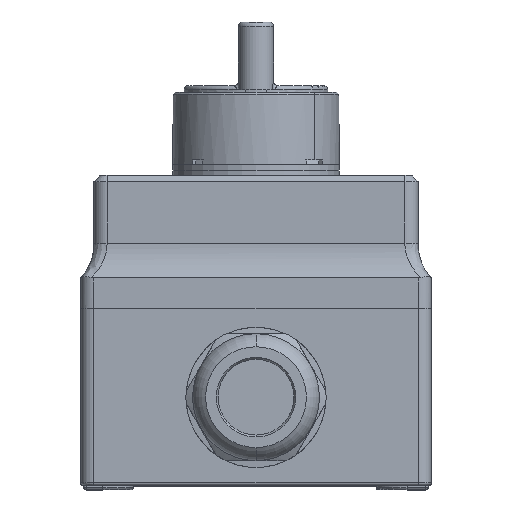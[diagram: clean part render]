
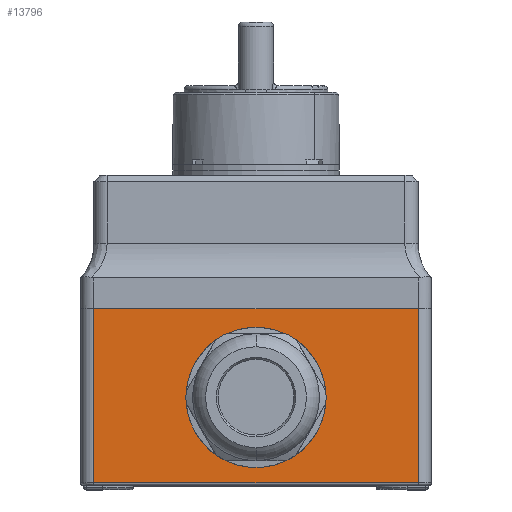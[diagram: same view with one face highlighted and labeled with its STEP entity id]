
A CAD part, top view. The second image highlights one B-rep face of the part: STEP entity #13796.
In plain terms, the highlighted planar face has unit normal (0, 0, 1).
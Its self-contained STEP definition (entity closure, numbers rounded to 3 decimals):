
#1998 = VECTOR ( 'NONE', #67177, 1000. ) ;
#3586 = EDGE_CURVE ( 'NONE', #22512, #59768, #43599, .T. ) ;
#3652 = EDGE_CURVE ( 'NONE', #59768, #48689, #17907, .T. ) ;
#4106 = EDGE_CURVE ( 'NONE', #40251, #38336, #25109, .T. ) ;
#4436 = AXIS2_PLACEMENT_3D ( 'NONE', #19931, #74547, #27761 ) ;
#4643 = DIRECTION ( 'NONE',  ( 0., 0., -1. ) ) ;
#5152 = ORIENTED_EDGE ( 'NONE', *, *, #30000, .T. ) ;
#5375 = ORIENTED_EDGE ( 'NONE', *, *, #30119, .F. ) ;
#6541 = DIRECTION ( 'NONE',  ( 1., 0., 0. ) ) ;
#7271 = VERTEX_POINT ( 'NONE', #75498 ) ;
#13545 = CARTESIAN_POINT ( 'NONE',  ( -40., 0.5, 46.5 ) ) ;
#13796 = ADVANCED_FACE ( 'NONE', ( #21727, #79144 ), #74668, .F. ) ;
#15859 = LINE ( 'NONE', #22275, #78170 ) ;
#17907 = LINE ( 'NONE', #13545, #56992 ) ;
#19931 = CARTESIAN_POINT ( 'NONE',  ( 0., 20., 46.5 ) ) ;
#20381 = CARTESIAN_POINT ( 'NONE',  ( -37., 40.3, 46.5 ) ) ;
#21727 = FACE_BOUND ( 'NONE', #83834, .T. ) ;
#22275 = CARTESIAN_POINT ( 'NONE',  ( -40., 40.3, 46.5 ) ) ;
#22512 = VERTEX_POINT ( 'NONE', #29743 ) ;
#22661 = CARTESIAN_POINT ( 'NONE',  ( 37., 0.5, 46.5 ) ) ;
#25109 = CIRCLE ( 'NONE', #4436, 12.6 ) ;
#27761 = DIRECTION ( 'NONE',  ( 1., 0., 0. ) ) ;
#27896 = ORIENTED_EDGE ( 'NONE', *, *, #4106, .F. ) ;
#29533 = AXIS2_PLACEMENT_3D ( 'NONE', #100032, #53380, #6541 ) ;
#29743 = CARTESIAN_POINT ( 'NONE',  ( -37., 40.3, 46.5 ) ) ;
#30000 = EDGE_CURVE ( 'NONE', #48689, #7271, #74650, .T. ) ;
#30119 = EDGE_CURVE ( 'NONE', #38336, #40251, #36738, .T. ) ;
#30777 = EDGE_CURVE ( 'NONE', #22512, #7271, #15859, .T. ) ;
#32288 = EDGE_LOOP ( 'NONE', ( #96933, #5152, #82993, #67866 ) ) ;
#36738 = CIRCLE ( 'NONE', #29533, 12.6 ) ;
#38336 = VERTEX_POINT ( 'NONE', #39185 ) ;
#39185 = CARTESIAN_POINT ( 'NONE',  ( 12.6, 20., 46.5 ) ) ;
#40251 = VERTEX_POINT ( 'NONE', #41039 ) ;
#41039 = CARTESIAN_POINT ( 'NONE',  ( -12.6, 20., 46.5 ) ) ;
#43500 = DIRECTION ( 'NONE',  ( 0., 1., 0. ) ) ;
#43599 = LINE ( 'NONE', #20381, #1998 ) ;
#44297 = DIRECTION ( 'NONE',  ( 1., 0., 0. ) ) ;
#48689 = VERTEX_POINT ( 'NONE', #22661 ) ;
#48992 = VECTOR ( 'NONE', #43500, 1000. ) ;
#51377 = CARTESIAN_POINT ( 'NONE',  ( 37., 40.3, 46.5 ) ) ;
#53380 = DIRECTION ( 'NONE',  ( 0., 0., 1. ) ) ;
#56992 = VECTOR ( 'NONE', #44297, 1000. ) ;
#59316 = DIRECTION ( 'NONE',  ( -1., 0., 0. ) ) ;
#59768 = VERTEX_POINT ( 'NONE', #83585 ) ;
#66530 = AXIS2_PLACEMENT_3D ( 'NONE', #90359, #4643, #59316 ) ;
#67177 = DIRECTION ( 'NONE',  ( 0., -1., 0. ) ) ;
#67866 = ORIENTED_EDGE ( 'NONE', *, *, #3586, .T. ) ;
#74547 = DIRECTION ( 'NONE',  ( 0., 0., 1. ) ) ;
#74650 = LINE ( 'NONE', #51377, #48992 ) ;
#74668 = PLANE ( 'NONE',  #66530 ) ;
#75498 = CARTESIAN_POINT ( 'NONE',  ( 37., 40.3, 46.5 ) ) ;
#78170 = VECTOR ( 'NONE', #84739, 1000. ) ;
#79144 = FACE_OUTER_BOUND ( 'NONE', #32288, .T. ) ;
#82993 = ORIENTED_EDGE ( 'NONE', *, *, #30777, .F. ) ;
#83585 = CARTESIAN_POINT ( 'NONE',  ( -37., 0.5, 46.5 ) ) ;
#83834 = EDGE_LOOP ( 'NONE', ( #5375, #27896 ) ) ;
#84739 = DIRECTION ( 'NONE',  ( 1., 0., 0. ) ) ;
#90359 = CARTESIAN_POINT ( 'NONE',  ( -40., 40.3, 46.5 ) ) ;
#96933 = ORIENTED_EDGE ( 'NONE', *, *, #3652, .T. ) ;
#100032 = CARTESIAN_POINT ( 'NONE',  ( 0., 20., 46.5 ) ) ;
